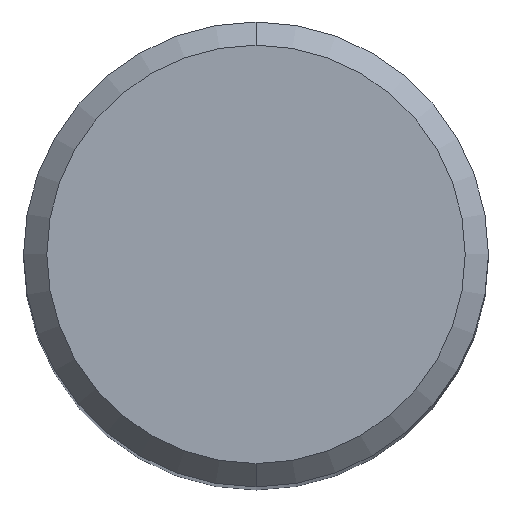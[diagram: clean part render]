
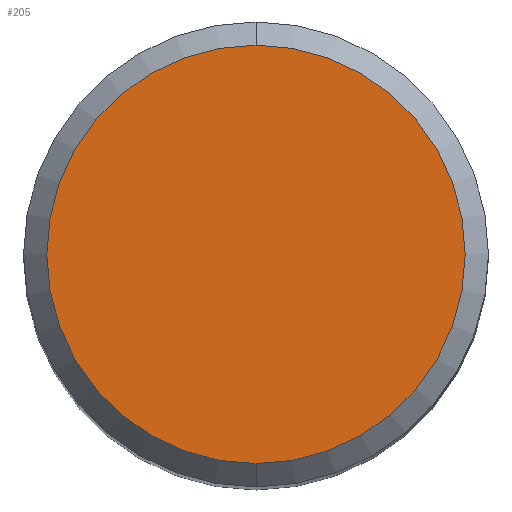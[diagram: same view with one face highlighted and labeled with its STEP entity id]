
A CAD part, top view. The second image highlights one B-rep face of the part: STEP entity #205.
In plain terms, the highlighted planar face has unit normal (0, 0, 1).
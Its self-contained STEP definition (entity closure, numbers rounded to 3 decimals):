
#199=VERTEX_POINT('',#508);
#205=ADVANCED_FACE('',(#514),#515,.T.);
#219=EDGE_CURVE('',#199,#283,#529,.T.);
#283=VERTEX_POINT('',#602);
#335=EDGE_CURVE('',#283,#199,#657,.T.);
#508=CARTESIAN_POINT('',(0.0,7.2,0.0));
#514=FACE_OUTER_BOUND('',#885,.T.);
#515=PLANE('',#886);
#529=CIRCLE('',#942,7.2);
#602=CARTESIAN_POINT('',(0.,-7.2,0.0));
#657=CIRCLE('',#1162,7.2);
#885=EDGE_LOOP('',(#1534,#1535));
#886=AXIS2_PLACEMENT_3D('',#1536,#1537,#1538);
#942=AXIS2_PLACEMENT_3D('',#1541,#1542,#1543);
#1162=AXIS2_PLACEMENT_3D('',#1702,#1703,#1704);
#1534=ORIENTED_EDGE('',*,*,#219,.F.);
#1535=ORIENTED_EDGE('',*,*,#335,.F.);
#1536=CARTESIAN_POINT('',(0.0,3.6,0.0));
#1537=DIRECTION('',(-0.0,0.0,1.0));
#1538=DIRECTION('',(0.0,-1.0,0.0));
#1541=CARTESIAN_POINT('',(0.0,0.0,0.0));
#1542=DIRECTION('',(0.0,0.0,-1.0));
#1543=DIRECTION('',(0.0,1.0,0.0));
#1702=CARTESIAN_POINT('',(0.0,0.0,0.0));
#1703=DIRECTION('',(0.0,0.0,-1.0));
#1704=DIRECTION('',(0.0,1.0,0.0));
